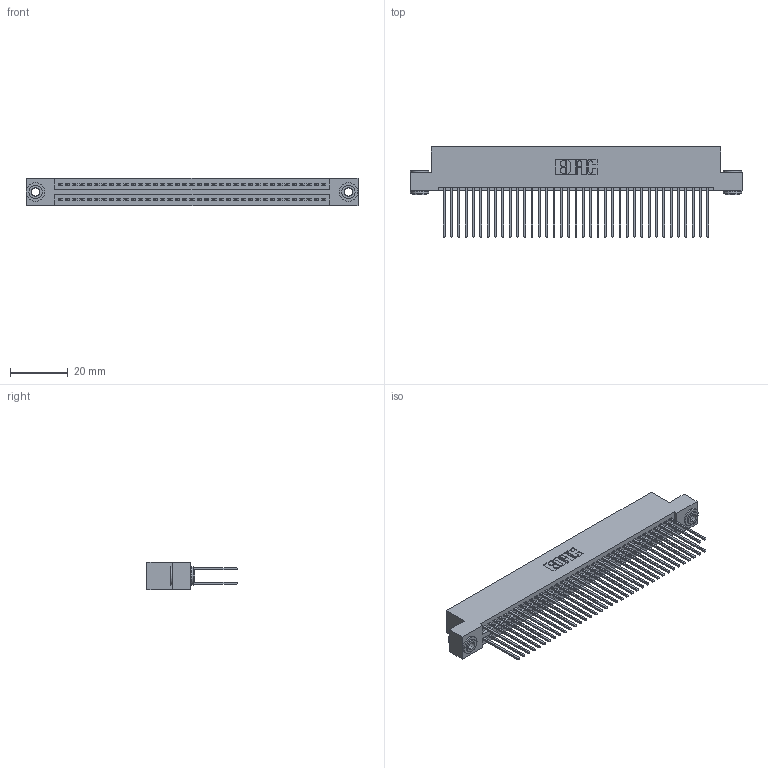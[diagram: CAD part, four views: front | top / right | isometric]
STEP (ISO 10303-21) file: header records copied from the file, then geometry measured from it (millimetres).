
FILE_DESCRIPTION (( 'STEP AP203' ), '1' );
FILE_NAME ('395-074-542-203.STEP', '2019-10-24T14:32:41', ( '' ), ( '' ), 'SwSTEP 2.0', 'SolidWorks 2016', '' );
FILE_SCHEMA (( 'CONFIG_CONTROL_DESIGN' ));
Length unit declared in the file: inch
Products named in the file (4): 345 Part_Flush Mounting Lugs - 0.156 Dia-TH; 345-292-001_345-293-142; 345-250-002_345-250-002-102; 395-074-542-203
Assembly tree (77 placements, depth 2):
  395-074-542-203
    345 Part_Flush Mounting Lugs - 0.156 Dia-TH
    345-292-001_345-293-142  x74
    345-250-002_345-250-002-102  x2
Bounding box: 115.19 x 31.29 x 9.4 mm (x, y, z)
Volume: 11507.5 mm3; surface area: 18730.2 mm2
Topology: 77 solids, 77 shells, 3864 faces, 11443 edges, 7526 vertices
Faces by surface type: plane 2532, cylinder 1324, cone 8
Entity records: 30372 total; most frequent: CARTESIAN_POINT 5071, ORIENTED_EDGE 4998, DIRECTION 4509, EDGE_CURVE 2499, LINE 2195, VECTOR 2195, VERTEX_POINT 1662, AXIS2_PLACEMENT_3D 1157
